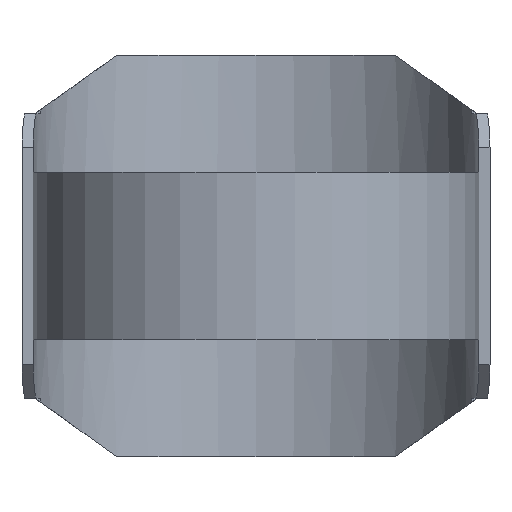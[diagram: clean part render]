
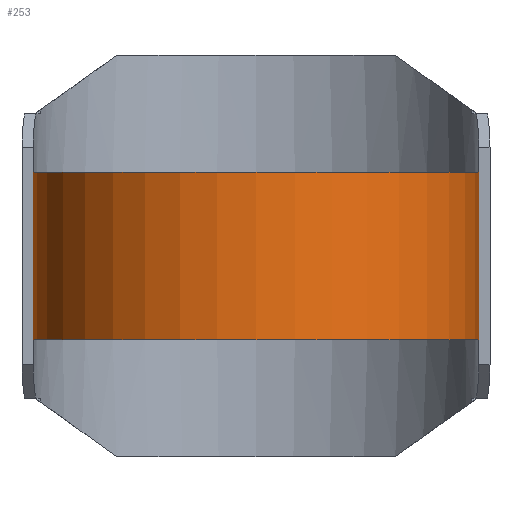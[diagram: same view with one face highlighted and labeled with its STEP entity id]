
A CAD part, front view. The second image highlights one B-rep face of the part: STEP entity #253.
In plain terms, the highlighted cylindrical face has radius 80 mm (diameter 160 mm), a partial arc.
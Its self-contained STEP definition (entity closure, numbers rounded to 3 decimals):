
#253 = ADVANCED_FACE( '', ( #652 ), #653, .T. );
#297 = VERTEX_POINT( '', #702 );
#305 = VERTEX_POINT( '', #710 );
#311 = EDGE_CURVE( '', #305, #297, #716, .T. );
#379 = EDGE_CURVE( '', #461, #305, #794, .T. );
#435 = EDGE_CURVE( '', #559, #297, #854, .T. );
#461 = VERTEX_POINT( '', #884 );
#495 = EDGE_CURVE( '', #559, #461, #922, .T. );
#559 = VERTEX_POINT( '', #993 );
#652 = FACE_OUTER_BOUND( '', #1120, .T. );
#653 = CYLINDRICAL_SURFACE( '', #1121, 80. );
#702 = CARTESIAN_POINT( '', ( 80., 0., 30. ) );
#710 = CARTESIAN_POINT( '', ( 80., 0., -30. ) );
#716 = LINE( '', #1206, #1207 );
#794 = CIRCLE( '', #1338, 80. );
#854 = CIRCLE( '', #1455, 80. );
#884 = CARTESIAN_POINT( '', ( -80., 0., -30. ) );
#922 = LINE( '', #1575, #1576 );
#993 = CARTESIAN_POINT( '', ( -80., 0., 30. ) );
#1120 = EDGE_LOOP( '', ( #1780, #1781, #1782, #1783 ) );
#1121 = AXIS2_PLACEMENT_3D( '', #1784, #1785, #1786 );
#1206 = CARTESIAN_POINT( '', ( 80., 0., 0. ) );
#1207 = VECTOR( '', #1849, 1. );
#1338 = AXIS2_PLACEMENT_3D( '', #1967, #1968, #1969 );
#1455 = AXIS2_PLACEMENT_3D( '', #2020, #2021, #2022 );
#1575 = CARTESIAN_POINT( '', ( -80., 0., 0. ) );
#1576 = VECTOR( '', #2120, 1. );
#1780 = ORIENTED_EDGE( '', *, *, #311, .T. );
#1781 = ORIENTED_EDGE( '', *, *, #435, .F. );
#1782 = ORIENTED_EDGE( '', *, *, #495, .T. );
#1783 = ORIENTED_EDGE( '', *, *, #379, .T. );
#1784 = CARTESIAN_POINT( '', ( 0., 0., 30. ) );
#1785 = DIRECTION( '', ( 0., 0., 1. ) );
#1786 = DIRECTION( '', ( 1., 0., 0. ) );
#1849 = DIRECTION( '', ( 0., 0., 1. ) );
#1967 = CARTESIAN_POINT( '', ( 0., 0., -30. ) );
#1968 = DIRECTION( '', ( 0., 0., 1. ) );
#1969 = DIRECTION( '', ( 1., 0., 0. ) );
#2020 = CARTESIAN_POINT( '', ( 0., 0., 30. ) );
#2021 = DIRECTION( '', ( 0., 0., 1. ) );
#2022 = DIRECTION( '', ( 1., 0., 0. ) );
#2120 = DIRECTION( '', ( 0., 0., -1. ) );
